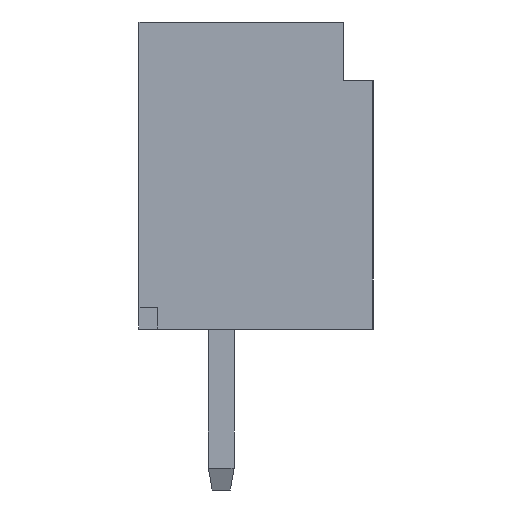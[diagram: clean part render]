
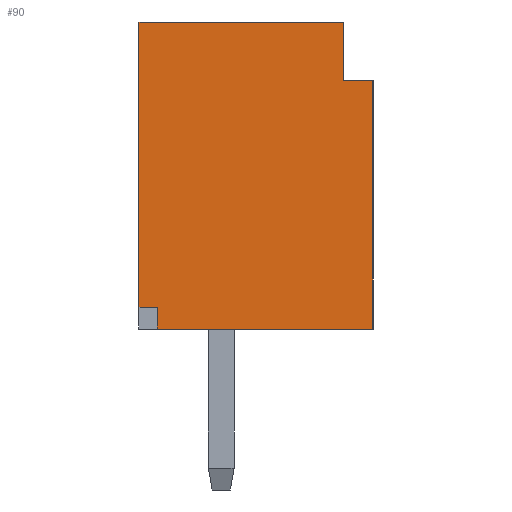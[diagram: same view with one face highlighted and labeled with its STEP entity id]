
A CAD part, left-side view. The second image highlights one B-rep face of the part: STEP entity #90.
In plain terms, the highlighted planar face has unit normal (-1, 0, 0).
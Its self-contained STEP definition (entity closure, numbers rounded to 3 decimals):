
#90=ADVANCED_FACE('',(#596),#597,.F.);
#596=FACE_OUTER_BOUND('',#1603,.T.);
#597=PLANE('',#1604);
#1603=EDGE_LOOP('',(#2610,#2611,#2612,#2613,#2614,#2615,#2616,#2617));
#1604=AXIS2_PLACEMENT_3D('',#2618,#2619,#2620);
#2610=ORIENTED_EDGE('',*,*,#6422,.F.);
#2611=ORIENTED_EDGE('',*,*,#6423,.F.);
#2612=ORIENTED_EDGE('',*,*,#6424,.F.);
#2613=ORIENTED_EDGE('',*,*,#6425,.T.);
#2614=ORIENTED_EDGE('',*,*,#6426,.F.);
#2615=ORIENTED_EDGE('',*,*,#6427,.F.);
#2616=ORIENTED_EDGE('',*,*,#6428,.F.);
#2617=ORIENTED_EDGE('',*,*,#6429,.T.);
#2618=CARTESIAN_POINT('',(-10.25,0.0,0.0));
#2619=DIRECTION('',(1.0,0.0,0.0));
#2620=DIRECTION('',(0.0,1.0,0.0));
#6422=EDGE_CURVE('',#7701,#7702,#7703,.T.);
#6423=EDGE_CURVE('',#7704,#7701,#7705,.T.);
#6424=EDGE_CURVE('',#7706,#7704,#7707,.T.);
#6425=EDGE_CURVE('',#7706,#7708,#7709,.T.);
#6426=EDGE_CURVE('',#7710,#7708,#7711,.T.);
#6427=EDGE_CURVE('',#7712,#7710,#7713,.T.);
#6428=EDGE_CURVE('',#7714,#7712,#7715,.T.);
#6429=EDGE_CURVE('',#7714,#7702,#7716,.T.);
#7701=VERTEX_POINT('',#9629);
#7702=VERTEX_POINT('',#9630);
#7703=LINE('',#9631,#9632);
#7704=VERTEX_POINT('',#9633);
#7705=LINE('',#9634,#9635);
#7706=VERTEX_POINT('',#9636);
#7707=LINE('',#9637,#9638);
#7708=VERTEX_POINT('',#9639);
#7709=LINE('',#9640,#9641);
#7710=VERTEX_POINT('',#9642);
#7711=LINE('',#9643,#9644);
#7712=VERTEX_POINT('',#9645);
#7713=LINE('',#9646,#9647);
#7714=VERTEX_POINT('',#9648);
#7715=LINE('',#9649,#9650);
#7716=LINE('',#9651,#9652);
#9629=CARTESIAN_POINT('',(-10.25,1.35,-2.1));
#9630=CARTESIAN_POINT('',(-10.25,1.35,-1.8));
#9631=CARTESIAN_POINT('',(-10.25,1.35,-2.1));
#9632=VECTOR('',#12739,0.3);
#9633=CARTESIAN_POINT('',(-10.25,-1.6,-2.1));
#9634=CARTESIAN_POINT('',(-10.25,-1.6,-2.1));
#9635=VECTOR('',#12740,2.95);
#9636=CARTESIAN_POINT('',(-10.25,-1.6,1.3));
#9637=CARTESIAN_POINT('',(-10.25,-1.6,1.3));
#9638=VECTOR('',#12741,3.4);
#9639=CARTESIAN_POINT('',(-10.25,-1.2,1.3));
#9640=CARTESIAN_POINT('',(-10.25,-1.6,1.3));
#9641=VECTOR('',#12742,0.4);
#9642=CARTESIAN_POINT('',(-10.25,-1.2,2.1));
#9643=CARTESIAN_POINT('',(-10.25,-1.2,2.1));
#9644=VECTOR('',#12743,0.8);
#9645=CARTESIAN_POINT('',(-10.25,1.6,2.1));
#9646=CARTESIAN_POINT('',(-10.25,1.6,2.1));
#9647=VECTOR('',#12744,2.8);
#9648=CARTESIAN_POINT('',(-10.25,1.6,-1.8));
#9649=CARTESIAN_POINT('',(-10.25,1.6,-1.8));
#9650=VECTOR('',#12745,3.9);
#9651=CARTESIAN_POINT('',(-10.25,1.6,-1.8));
#9652=VECTOR('',#12746,0.25);
#12739=DIRECTION('',(0.0,0.0,1.0));
#12740=DIRECTION('',(0.0,1.0,0.0));
#12741=DIRECTION('',(0.0,0.0,-1.0));
#12742=DIRECTION('',(0.0,1.0,0.0));
#12743=DIRECTION('',(0.0,0.0,-1.0));
#12744=DIRECTION('',(0.0,-1.0,0.0));
#12745=DIRECTION('',(0.0,0.0,1.0));
#12746=DIRECTION('',(0.0,-1.0,0.0));
